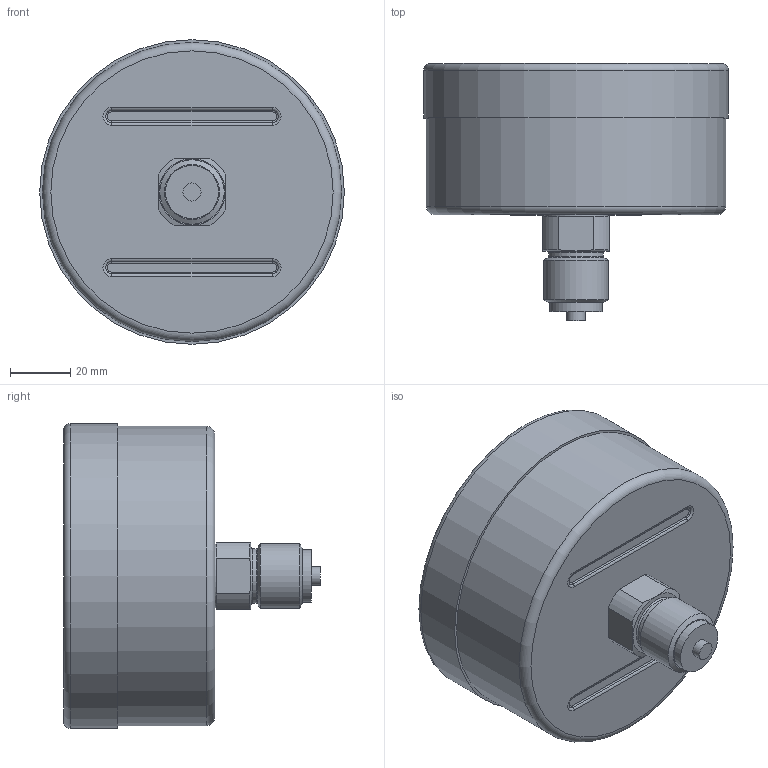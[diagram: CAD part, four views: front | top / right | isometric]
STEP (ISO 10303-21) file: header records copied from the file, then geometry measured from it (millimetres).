
FILE_DESCRIPTION(/* description */ (''),/* implementation_level */ '2;1');
FILE_NAME(/* name */ 'KP100_D411_351XX411.stp',/* time_stamp */ '2017-12-20T09:41:05+01:00',/* author */ ('acgl'),/* organization */ (''),/* preprocessor_version */ 'ST-DEVELOPER v15.6',/* originating_system */ 'Autodesk Inventor 2015',/* authorisation */ '');
FILE_SCHEMA (('AUTOMOTIVE_DESIGN { 1 0 10303 214 3 1 1 }'));
Length unit declared in the file: centimetre
Products named in the file (1): KP100_D411_351XX411
Bounding box: 100.8 x 84.99 x 100.8 mm (x, y, z)
Volume: 385715.4 mm3; surface area: 33829.5 mm2
Topology: 1 solids, 1 shells, 52 faces, 107 edges, 65 vertices
Faces by surface type: cylinder 19, plane 14, torus 13, cone 6
Full cylindrical faces by diameter (mm): 6 x1, 17.5 x1, 18 x1, 21 x1, 21.36 x1, 99 x1, 100.8 x1
Entity records: 1389 total; most frequent: DIRECTION 250, CARTESIAN_POINT 225, ORIENTED_EDGE 184, AXIS2_PLACEMENT_3D 113, EDGE_CURVE 92, EDGE_LOOP 74, VERTEX_POINT 64, CIRCLE 60
